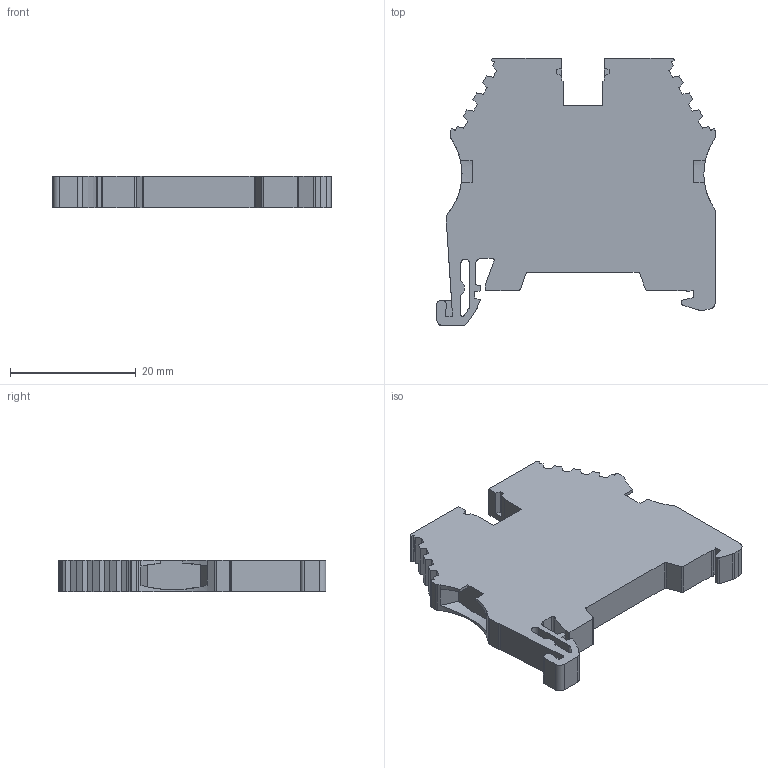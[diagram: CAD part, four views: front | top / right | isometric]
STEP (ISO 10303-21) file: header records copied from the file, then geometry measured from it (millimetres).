
FILE_DESCRIPTION (( 'STEP AP214' ), '1' );
FILE_NAME ('304123_AVK 2,5_Yellow.STEP', '2013-11-11T10:31:54', ( 'arge' ), ( 'Microsoft' ), 'SwSTEP 2.0', 'SolidWorks 2013', '' );
FILE_SCHEMA (( 'AUTOMOTIVE_DESIGN' ));
Length unit declared in the file: millimetre
Products named in the file (1): 304123_AVK 2,5_Yellow
Bounding box: 44.2 x 42.5 x 5 mm (x, y, z)
Volume: 6426 mm3; surface area: 4080 mm2
Topology: 1 solids, 1 shells, 196 faces, 579 edges, 387 vertices
Faces by surface type: plane 130, cylinder 66
Entity records: 9366 total; most frequent: CARTESIAN_POINT 2586, ORIENTED_EDGE 1158, DIRECTION 648, EDGE_CURVE 579, VERTEX_POINT 387, B_SPLINE_CURVE_WITH_KNOTS 333, VECTOR 238, LINE 238
